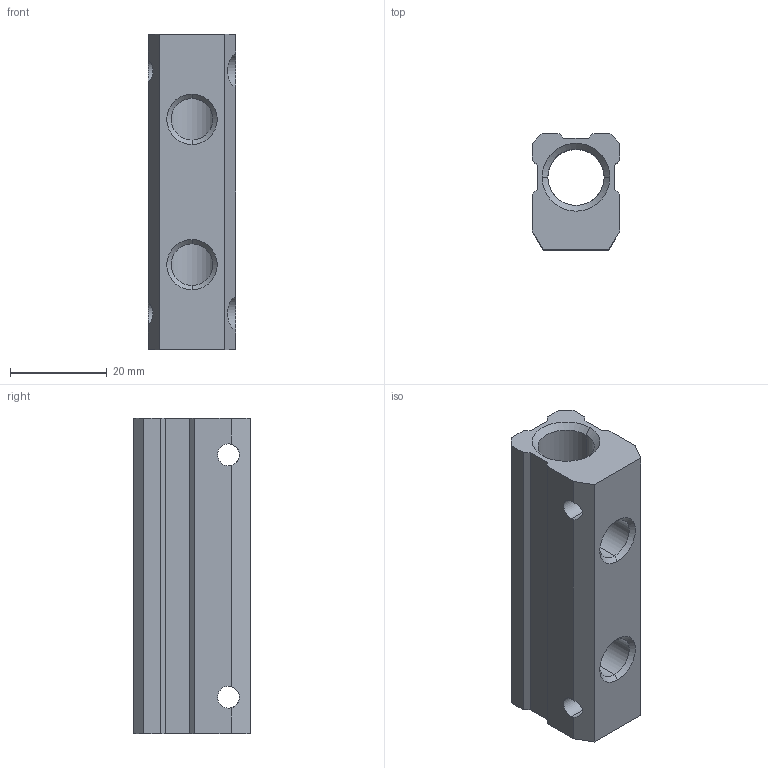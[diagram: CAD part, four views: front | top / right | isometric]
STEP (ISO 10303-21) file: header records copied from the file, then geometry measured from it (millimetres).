
FILE_DESCRIPTION (( 'STEP AP214' ), '1' );
FILE_NAME ('060470011AJ00A.STEP', '2018-11-16T13:12:15', ( 'AIGNEP' ), ( 'Hewlett-Packard Company' ), 'SwSTEP 2.0', 'SolidWorks 2016', '' );
FILE_SCHEMA (( 'AUTOMOTIVE_DESIGN' ));
Length unit declared in the file: millimetre
Products named in the file (1): 060470011AJ00A
Bounding box: 18 x 24 x 65 mm (x, y, z)
Volume: 17280.1 mm3; surface area: 8918.6 mm2
Topology: 1 solids, 1 shells, 54 faces, 146 edges, 92 vertices
Faces by surface type: plane 24, cylinder 18, cone 12
Entity records: 1939 total; most frequent: CARTESIAN_POINT 457, DIRECTION 292, ORIENTED_EDGE 292, EDGE_CURVE 146, AXIS2_PLACEMENT_3D 99, VECTOR 94, LINE 94, VERTEX_POINT 92
